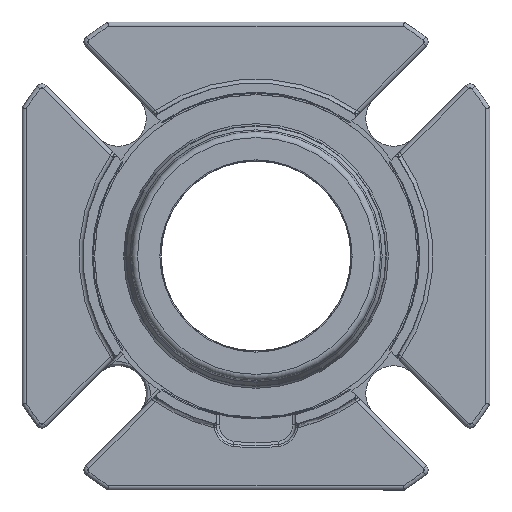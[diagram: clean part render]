
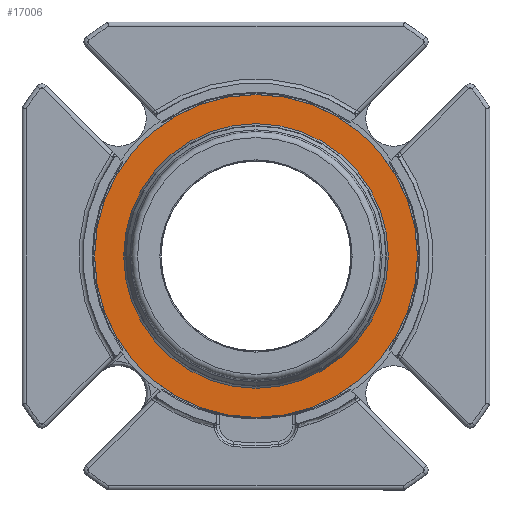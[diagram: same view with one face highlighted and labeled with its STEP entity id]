
A CAD part, left-side view. The second image highlights one B-rep face of the part: STEP entity #17006.
In plain terms, the highlighted planar face has unit normal (-1, 0, 0).
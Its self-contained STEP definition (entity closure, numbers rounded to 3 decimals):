
#3442=PLANE('',#18114);
#3874=ORIENTED_EDGE('',*,*,#9155,.F.);
#3875=ORIENTED_EDGE('',*,*,#9156,.T.);
#9155=EDGE_CURVE('',#11812,#11812,#13522,.F.);
#9156=EDGE_CURVE('',#11813,#11813,#13523,.T.);
#11812=VERTEX_POINT('',#24452);
#11813=VERTEX_POINT('',#24455);
#13522=CIRCLE('',#18113,33.198);
#13523=CIRCLE('',#18115,40.5);
#14327=EDGE_LOOP('',(#3874));
#14328=EDGE_LOOP('',(#3875));
#15516=FACE_BOUND('',#14327,.T.);
#15517=FACE_BOUND('',#14328,.T.);
#17006=ADVANCED_FACE('',(#15516,#15517),#3442,.F.);
#18113=AXIS2_PLACEMENT_3D('',#24451,#19891,#19892);
#18114=AXIS2_PLACEMENT_3D('',#24453,#19893,#19894);
#18115=AXIS2_PLACEMENT_3D('',#24454,#19895,#19896);
#19891=DIRECTION('',(1.,0.,0.));
#19892=DIRECTION('',(0.,0.,-1.));
#19893=DIRECTION('',(1.,0.,0.));
#19894=DIRECTION('',(0.,-1.,0.));
#19895=DIRECTION('',(-1.,0.,0.));
#19896=DIRECTION('',(0.,1.,0.));
#24451=CARTESIAN_POINT('',(39.497,0.,0.));
#24452=CARTESIAN_POINT('',(39.497,0.,-33.198));
#24453=CARTESIAN_POINT('',(39.497,40.5,0.));
#24454=CARTESIAN_POINT('',(39.497,0.,0.));
#24455=CARTESIAN_POINT('',(39.497,40.5,0.));
